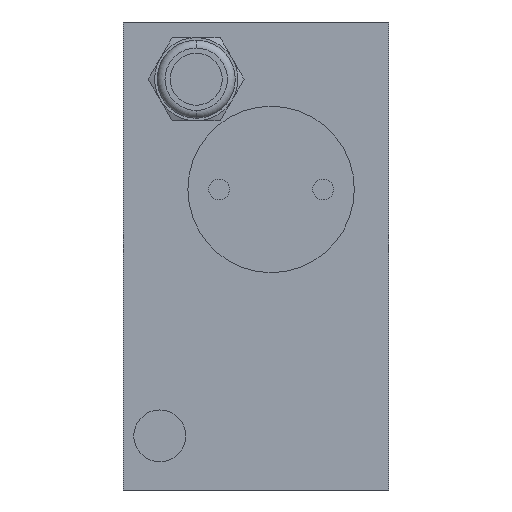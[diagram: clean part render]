
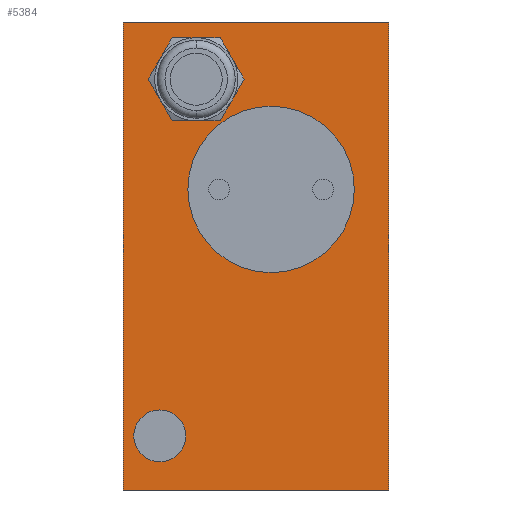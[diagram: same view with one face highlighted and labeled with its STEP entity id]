
A CAD part, left-side view. The second image highlights one B-rep face of the part: STEP entity #5384.
In plain terms, the highlighted planar face has unit normal (-1, 0, 0).
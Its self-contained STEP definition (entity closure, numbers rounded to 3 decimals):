
#17=DIRECTION('',(0.,-1.,0.));
#18=VECTOR('',#17,25.5);
#19=CARTESIAN_POINT('',(0.,25.5,0.));
#20=LINE('',#19,#18);
#583=DIRECTION('',(0.,0.,1.));
#584=VECTOR('',#583,45.);
#585=CARTESIAN_POINT('',(0.,25.5,-45.));
#586=LINE('',#585,#584);
#627=DIRECTION('',(0.,-1.,0.));
#628=VECTOR('',#627,25.5);
#629=CARTESIAN_POINT('',(0.,25.5,-45.));
#630=LINE('',#629,#628);
#631=DIRECTION('',(0.,0.,1.));
#632=VECTOR('',#631,45.);
#633=CARTESIAN_POINT('',(0.,0.,-45.));
#634=LINE('',#633,#632);
#635=CARTESIAN_POINT('',(0.,11.3,-16.1));
#636=DIRECTION('',(1.,0.,0.));
#637=DIRECTION('',(0.,0.,-1.));
#638=AXIS2_PLACEMENT_3D('',#635,#636,#637);
#640=CARTESIAN_POINT('',(0.,11.3,-16.1));
#641=DIRECTION('',(1.,0.,0.));
#642=DIRECTION('',(0.,0.,1.));
#643=AXIS2_PLACEMENT_3D('',#640,#641,#642);
#645=CARTESIAN_POINT('',(0.,22.,-39.8));
#646=DIRECTION('',(1.,0.,0.));
#647=DIRECTION('',(0.,0.,-1.));
#648=AXIS2_PLACEMENT_3D('',#645,#646,#647);
#650=CARTESIAN_POINT('',(0.,22.,-39.8));
#651=DIRECTION('',(1.,0.,0.));
#652=DIRECTION('',(0.,0.,1.));
#653=AXIS2_PLACEMENT_3D('',#650,#651,#652);
#655=CARTESIAN_POINT('',(0.,18.5,-5.5));
#656=DIRECTION('',(-1.,0.,0.));
#657=DIRECTION('',(0.,-0.866,0.5));
#658=AXIS2_PLACEMENT_3D('',#655,#656,#657);
#660=CARTESIAN_POINT('',(0.,18.5,-5.5));
#661=DIRECTION('',(-1.,0.,0.));
#662=DIRECTION('',(0.,0.,1.));
#663=AXIS2_PLACEMENT_3D('',#660,#661,#662);
#665=CARTESIAN_POINT('',(0.,18.5,-5.5));
#666=DIRECTION('',(-1.,0.,0.));
#667=DIRECTION('',(0.,0.866,0.5));
#668=AXIS2_PLACEMENT_3D('',#665,#666,#667);
#670=CARTESIAN_POINT('',(0.,18.5,-5.5));
#671=DIRECTION('',(-1.,0.,0.));
#672=DIRECTION('',(0.,0.866,-0.5));
#673=AXIS2_PLACEMENT_3D('',#670,#671,#672);
#675=CARTESIAN_POINT('',(0.,18.5,-5.5));
#676=DIRECTION('',(-1.,0.,0.));
#677=DIRECTION('',(0.,0.,-1.));
#678=AXIS2_PLACEMENT_3D('',#675,#676,#677);
#680=CARTESIAN_POINT('',(0.,18.5,-5.5));
#681=DIRECTION('',(-1.,0.,0.));
#682=DIRECTION('',(0.,-0.866,-0.5));
#683=AXIS2_PLACEMENT_3D('',#680,#681,#682);
#3783=CARTESIAN_POINT('',(0.,0.,-45.));
#3784=VERTEX_POINT('',#3783);
#3785=CARTESIAN_POINT('',(0.,25.5,-45.));
#3786=VERTEX_POINT('',#3785);
#3807=CARTESIAN_POINT('',(0.,0.,0.));
#3808=VERTEX_POINT('',#3807);
#3813=CARTESIAN_POINT('',(0.,25.5,0.));
#3814=VERTEX_POINT('',#3813);
#3815=CARTESIAN_POINT('',(0.,11.3,-24.1));
#3816=CARTESIAN_POINT('',(0.,11.3,-8.1));
#3817=VERTEX_POINT('',#3815);
#3818=VERTEX_POINT('',#3816);
#3819=CARTESIAN_POINT('',(0.,22.,-42.3));
#3820=CARTESIAN_POINT('',(0.,22.,-37.3));
#3821=VERTEX_POINT('',#3819);
#3822=VERTEX_POINT('',#3820);
#4785=CARTESIAN_POINT('',(0.,15.036,-3.5));
#4786=CARTESIAN_POINT('',(0.,18.5,-1.5));
#4787=VERTEX_POINT('',#4785);
#4788=VERTEX_POINT('',#4786);
#4789=CARTESIAN_POINT('',(0.,21.964,-7.5));
#4790=CARTESIAN_POINT('',(0.,18.5,-9.5));
#4791=VERTEX_POINT('',#4789);
#4792=VERTEX_POINT('',#4790);
#4793=CARTESIAN_POINT('',(0.,15.036,-7.5));
#4794=VERTEX_POINT('',#4793);
#4795=CARTESIAN_POINT('',(0.,21.964,-3.5));
#4796=VERTEX_POINT('',#4795);
#5346=CARTESIAN_POINT('',(0.,12.75,-22.5));
#5347=DIRECTION('',(1.,0.,0.));
#5348=DIRECTION('',(0.,-1.,0.));
#5349=AXIS2_PLACEMENT_3D('',#5346,#5347,#5348);
#5350=PLANE('',#5349);
#5351=ORIENTED_EDGE('',*,*,#5231,.F.);
#5352=ORIENTED_EDGE('',*,*,#5317,.T.);
#5353=ORIENTED_EDGE('',*,*,#4824,.T.);
#5355=ORIENTED_EDGE('',*,*,#5354,.F.);
#5356=EDGE_LOOP('',(#5351,#5352,#5353,#5355));
#5357=FACE_OUTER_BOUND('',#5356,.F.);
#5359=ORIENTED_EDGE('',*,*,#5358,.F.);
#5361=ORIENTED_EDGE('',*,*,#5360,.F.);
#5362=EDGE_LOOP('',(#5359,#5361));
#5363=FACE_BOUND('',#5362,.F.);
#5365=ORIENTED_EDGE('',*,*,#5364,.F.);
#5367=ORIENTED_EDGE('',*,*,#5366,.F.);
#5368=EDGE_LOOP('',(#5365,#5367));
#5369=FACE_BOUND('',#5368,.F.);
#5371=ORIENTED_EDGE('',*,*,#5370,.T.);
#5373=ORIENTED_EDGE('',*,*,#5372,.T.);
#5375=ORIENTED_EDGE('',*,*,#5374,.T.);
#5377=ORIENTED_EDGE('',*,*,#5376,.T.);
#5379=ORIENTED_EDGE('',*,*,#5378,.T.);
#5381=ORIENTED_EDGE('',*,*,#5380,.T.);
#5382=EDGE_LOOP('',(#5371,#5373,#5375,#5377,#5379,#5381));
#5383=FACE_BOUND('',#5382,.F.);
#5384=ADVANCED_FACE('',(#5357,#5363,#5369,#5383),#5350,.F.);
#639=CIRCLE('',#638,8.);
#644=CIRCLE('',#643,8.);
#649=CIRCLE('',#648,2.5);
#654=CIRCLE('',#653,2.5);
#659=CIRCLE('',#658,4.);
#664=CIRCLE('',#663,4.);
#669=CIRCLE('',#668,4.);
#674=CIRCLE('',#673,4.);
#679=CIRCLE('',#678,4.);
#684=CIRCLE('',#683,4.);
#4824=EDGE_CURVE('',#3814,#3808,#20,.T.);
#5231=EDGE_CURVE('',#3786,#3784,#630,.T.);
#5317=EDGE_CURVE('',#3786,#3814,#586,.T.);
#5354=EDGE_CURVE('',#3784,#3808,#634,.T.);
#5358=EDGE_CURVE('',#3817,#3818,#639,.T.);
#5360=EDGE_CURVE('',#3818,#3817,#644,.T.);
#5364=EDGE_CURVE('',#3821,#3822,#649,.T.);
#5366=EDGE_CURVE('',#3822,#3821,#654,.T.);
#5370=EDGE_CURVE('',#4787,#4788,#659,.T.);
#5372=EDGE_CURVE('',#4788,#4796,#664,.T.);
#5374=EDGE_CURVE('',#4796,#4791,#669,.T.);
#5376=EDGE_CURVE('',#4791,#4792,#674,.T.);
#5378=EDGE_CURVE('',#4792,#4794,#679,.T.);
#5380=EDGE_CURVE('',#4794,#4787,#684,.T.);
